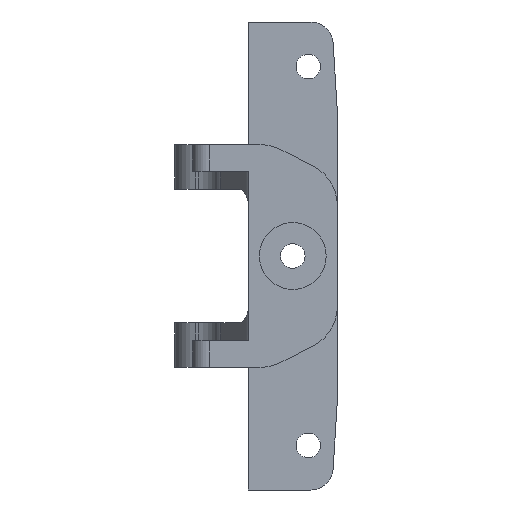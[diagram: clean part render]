
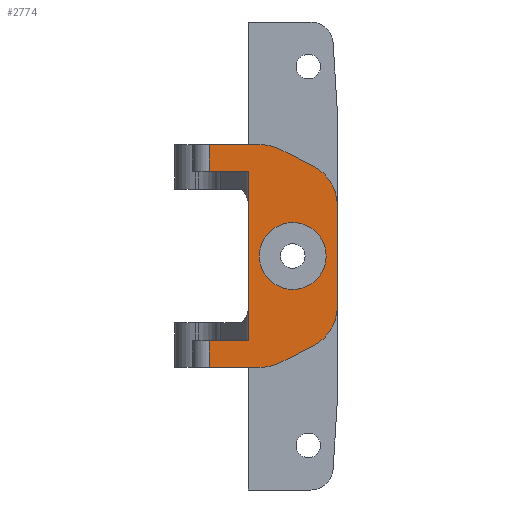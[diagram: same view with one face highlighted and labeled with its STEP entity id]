
A CAD part, left-side view. The second image highlights one B-rep face of the part: STEP entity #2774.
In plain terms, the highlighted planar face has unit normal (-1, 0, 0).
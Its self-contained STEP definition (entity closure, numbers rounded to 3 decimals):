
#17 = VECTOR ( 'NONE', #696, 1000. ) ;
#124 = DIRECTION ( 'NONE',  ( -1., 0., 0. ) ) ;
#135 = ORIENTED_EDGE ( 'NONE', *, *, #1287, .F. ) ;
#145 = CARTESIAN_POINT ( 'NONE',  ( -12.5, 3.45, -7.5 ) ) ;
#149 = DIRECTION ( 'NONE',  ( -1., 0., 0. ) ) ;
#169 = VECTOR ( 'NONE', #2210, 1000. ) ;
#174 = CARTESIAN_POINT ( 'NONE',  ( -12.5, 1.7, -11.923 ) ) ;
#277 = VERTEX_POINT ( 'NONE', #2777 ) ;
#291 = CARTESIAN_POINT ( 'NONE',  ( -12.5, 3.45, -11.923 ) ) ;
#318 = ORIENTED_EDGE ( 'NONE', *, *, #2312, .T. ) ;
#372 = EDGE_CURVE ( 'NONE', #2286, #1876, #1082, .T. ) ;
#379 = EDGE_CURVE ( 'NONE', #1928, #584, #1483, .T. ) ;
#419 = CARTESIAN_POINT ( 'NONE',  ( -12.5, -0.3, -2.5 ) ) ;
#432 = CARTESIAN_POINT ( 'NONE',  ( -12.5, -0.3, -4.764 ) ) ;
#448 = AXIS2_PLACEMENT_3D ( 'NONE', #3409, #1226, #707 ) ;
#451 = DIRECTION ( 'NONE',  ( 0., 0., 1. ) ) ;
#455 = VECTOR ( 'NONE', #2156, 1000. ) ;
#469 = CARTESIAN_POINT ( 'NONE',  ( -12.5, -2.3, 1. ) ) ;
#475 = AXIS2_PLACEMENT_3D ( 'NONE', #1133, #1425, #3253 ) ;
#481 = EDGE_CURVE ( 'NONE', #277, #3027, #772, .T. ) ;
#483 = VERTEX_POINT ( 'NONE', #3453 ) ;
#487 = ORIENTED_EDGE ( 'NONE', *, *, #379, .F. ) ;
#544 = DIRECTION ( 'NONE',  ( 0., 0., 1. ) ) ;
#584 = VERTEX_POINT ( 'NONE', #2158 ) ;
#611 = FACE_BOUND ( 'NONE', #2788, .T. ) ;
#644 = VECTOR ( 'NONE', #1587, 1000. ) ;
#654 = DIRECTION ( 'NONE',  ( 0., 0., -1. ) ) ;
#670 = CARTESIAN_POINT ( 'NONE',  ( -12.5, 3.45, 1.3 ) ) ;
#696 = DIRECTION ( 'NONE',  ( 0., -1., 0. ) ) ;
#707 = DIRECTION ( 'NONE',  ( 0., 0., 1. ) ) ;
#750 = CARTESIAN_POINT ( 'NONE',  ( -12.5, -1.194, -6.553 ) ) ;
#772 = LINE ( 'NONE', #469, #644 ) ;
#778 = CARTESIAN_POINT ( 'NONE',  ( -12.5, 3.45, -6.3 ) ) ;
#789 = CARTESIAN_POINT ( 'NONE',  ( -12.5, 4.2, 1.3 ) ) ;
#855 = EDGE_CURVE ( 'NONE', #2368, #2248, #1294, .T. ) ;
#860 = LINE ( 'NONE', #174, #2925 ) ;
#870 = CARTESIAN_POINT ( 'NONE',  ( -12.5, 0.7, -7.5 ) ) ;
#931 = EDGE_CURVE ( 'NONE', #1484, #1731, #1514, .T. ) ;
#986 = ORIENTED_EDGE ( 'NONE', *, *, #855, .T. ) ;
#1016 = VERTEX_POINT ( 'NONE', #1130 ) ;
#1036 = EDGE_LOOP ( 'NONE', ( #2787, #1220, #1817, #3226, #487, #318, #2227, #2129, #2425, #1801, #986, #1325, #1753, #2061 ) ) ;
#1082 = LINE ( 'NONE', #2316, #3229 ) ;
#1130 = CARTESIAN_POINT ( 'NONE',  ( -12.5, 1.7, 1.3 ) ) ;
#1133 = CARTESIAN_POINT ( 'NONE',  ( -12.5, -0.3, -2.5 ) ) ;
#1140 = DIRECTION ( 'NONE',  ( -1., 0., 0. ) ) ;
#1163 = ORIENTED_EDGE ( 'NONE', *, *, #2270, .F. ) ;
#1200 = CARTESIAN_POINT ( 'NONE',  ( -12.5, -1.194, 1.553 ) ) ;
#1202 = VECTOR ( 'NONE', #2727, 1000. ) ;
#1213 = CARTESIAN_POINT ( 'NONE',  ( -12.5, -0.3, -4. ) ) ;
#1220 = ORIENTED_EDGE ( 'NONE', *, *, #1237, .T. ) ;
#1226 = DIRECTION ( 'NONE',  ( -1., 0., 0. ) ) ;
#1228 = AXIS2_PLACEMENT_3D ( 'NONE', #432, #124, #2304 ) ;
#1231 = DIRECTION ( 'NONE',  ( 0., 0., 1. ) ) ;
#1236 = VERTEX_POINT ( 'NONE', #2791 ) ;
#1237 = EDGE_CURVE ( 'NONE', #483, #3034, #1634, .T. ) ;
#1246 = VECTOR ( 'NONE', #544, 1000. ) ;
#1287 = EDGE_CURVE ( 'NONE', #1236, #1346, #1719, .T. ) ;
#1294 = LINE ( 'NONE', #2438, #1246 ) ;
#1317 = EDGE_CURVE ( 'NONE', #1484, #2368, #2412, .T. ) ;
#1325 = ORIENTED_EDGE ( 'NONE', *, *, #2982, .T. ) ;
#1346 = VERTEX_POINT ( 'NONE', #1213 ) ;
#1413 = CIRCLE ( 'NONE', #2941, 2. ) ;
#1425 = DIRECTION ( 'NONE',  ( -1., 0., 0. ) ) ;
#1460 = VERTEX_POINT ( 'NONE', #3445 ) ;
#1483 = LINE ( 'NONE', #2605, #17 ) ;
#1484 = VERTEX_POINT ( 'NONE', #750 ) ;
#1514 = LINE ( 'NONE', #870, #1681 ) ;
#1587 = DIRECTION ( 'NONE',  ( 0., -0.894, -0.447 ) ) ;
#1614 = EDGE_CURVE ( 'NONE', #277, #1460, #2620, .T. ) ;
#1634 = LINE ( 'NONE', #670, #1796 ) ;
#1656 = CARTESIAN_POINT ( 'NONE',  ( -12.5, 1.172, -7.5 ) ) ;
#1681 = VECTOR ( 'NONE', #2771, 1000. ) ;
#1706 = DIRECTION ( 'NONE',  ( -1., 0., 0. ) ) ;
#1719 = CIRCLE ( 'NONE', #2553, 1.5 ) ;
#1731 = VERTEX_POINT ( 'NONE', #1738 ) ;
#1738 = CARTESIAN_POINT ( 'NONE',  ( -12.5, 0.278, -7.289 ) ) ;
#1753 = ORIENTED_EDGE ( 'NONE', *, *, #481, .F. ) ;
#1796 = VECTOR ( 'NONE', #654, 1000. ) ;
#1801 = ORIENTED_EDGE ( 'NONE', *, *, #1317, .T. ) ;
#1817 = ORIENTED_EDGE ( 'NONE', *, *, #2126, .T. ) ;
#1822 = AXIS2_PLACEMENT_3D ( 'NONE', #2778, #1706, #3342 ) ;
#1833 = EDGE_CURVE ( 'NONE', #584, #1016, #860, .T. ) ;
#1862 = EDGE_CURVE ( 'NONE', #2286, #1731, #2288, .T. ) ;
#1876 = VERTEX_POINT ( 'NONE', #145 ) ;
#1919 = CARTESIAN_POINT ( 'NONE',  ( -12.5, -2.3, -0.236 ) ) ;
#1928 = VERTEX_POINT ( 'NONE', #778 ) ;
#1986 = AXIS2_PLACEMENT_3D ( 'NONE', #3303, #1140, #2773 ) ;
#2010 = LINE ( 'NONE', #789, #1202 ) ;
#2052 = DIRECTION ( 'NONE',  ( -1., 0., 0. ) ) ;
#2061 = ORIENTED_EDGE ( 'NONE', *, *, #1614, .T. ) ;
#2067 = CARTESIAN_POINT ( 'NONE',  ( -12.5, -2.3, -4.764 ) ) ;
#2126 = EDGE_CURVE ( 'NONE', #3034, #1016, #2010, .T. ) ;
#2129 = ORIENTED_EDGE ( 'NONE', *, *, #1862, .T. ) ;
#2156 = DIRECTION ( 'NONE',  ( 0., 1., 0. ) ) ;
#2158 = CARTESIAN_POINT ( 'NONE',  ( -12.5, 1.7, -6.3 ) ) ;
#2210 = DIRECTION ( 'NONE',  ( 0., 0., -1. ) ) ;
#2211 = LINE ( 'NONE', #291, #169 ) ;
#2227 = ORIENTED_EDGE ( 'NONE', *, *, #372, .F. ) ;
#2248 = VERTEX_POINT ( 'NONE', #1919 ) ;
#2270 = EDGE_CURVE ( 'NONE', #1346, #1236, #3426, .T. ) ;
#2286 = VERTEX_POINT ( 'NONE', #1656 ) ;
#2288 = CIRCLE ( 'NONE', #448, 2. ) ;
#2304 = DIRECTION ( 'NONE',  ( 0., 0., 1. ) ) ;
#2312 = EDGE_CURVE ( 'NONE', #1928, #1876, #2211, .T. ) ;
#2316 = CARTESIAN_POINT ( 'NONE',  ( -12.5, -6.083, -7.5 ) ) ;
#2354 = CARTESIAN_POINT ( 'NONE',  ( -12.5, -6.083, 2.5 ) ) ;
#2368 = VERTEX_POINT ( 'NONE', #2067 ) ;
#2412 = CIRCLE ( 'NONE', #1228, 2. ) ;
#2425 = ORIENTED_EDGE ( 'NONE', *, *, #931, .F. ) ;
#2438 = CARTESIAN_POINT ( 'NONE',  ( -12.5, -2.3, -11.923 ) ) ;
#2553 = AXIS2_PLACEMENT_3D ( 'NONE', #419, #149, #3366 ) ;
#2605 = CARTESIAN_POINT ( 'NONE',  ( -12.5, 4.2, -6.3 ) ) ;
#2620 = CIRCLE ( 'NONE', #1986, 2. ) ;
#2725 = PLANE ( 'NONE',  #1822 ) ;
#2727 = DIRECTION ( 'NONE',  ( 0., -1., 0. ) ) ;
#2771 = DIRECTION ( 'NONE',  ( 0., 0.894, -0.447 ) ) ;
#2773 = DIRECTION ( 'NONE',  ( 0., 0., 1. ) ) ;
#2774 = ADVANCED_FACE ( 'NONE', ( #3168, #611 ), #2725, .T. ) ;
#2777 = CARTESIAN_POINT ( 'NONE',  ( -12.5, 0.278, 2.289 ) ) ;
#2778 = CARTESIAN_POINT ( 'NONE',  ( -12.5, 1.7, -11.923 ) ) ;
#2787 = ORIENTED_EDGE ( 'NONE', *, *, #3212, .T. ) ;
#2788 = EDGE_LOOP ( 'NONE', ( #135, #1163 ) ) ;
#2791 = CARTESIAN_POINT ( 'NONE',  ( -12.5, -0.3, -1. ) ) ;
#2810 = CARTESIAN_POINT ( 'NONE',  ( -12.5, 3.45, 1.3 ) ) ;
#2889 = DIRECTION ( 'NONE',  ( 0., 1., 0. ) ) ;
#2925 = VECTOR ( 'NONE', #451, 1000. ) ;
#2941 = AXIS2_PLACEMENT_3D ( 'NONE', #3375, #2052, #1231 ) ;
#2982 = EDGE_CURVE ( 'NONE', #2248, #3027, #1413, .T. ) ;
#3027 = VERTEX_POINT ( 'NONE', #1200 ) ;
#3034 = VERTEX_POINT ( 'NONE', #2810 ) ;
#3087 = LINE ( 'NONE', #2354, #455 ) ;
#3168 = FACE_OUTER_BOUND ( 'NONE', #1036, .T. ) ;
#3212 = EDGE_CURVE ( 'NONE', #1460, #483, #3087, .T. ) ;
#3226 = ORIENTED_EDGE ( 'NONE', *, *, #1833, .F. ) ;
#3229 = VECTOR ( 'NONE', #2889, 1000. ) ;
#3253 = DIRECTION ( 'NONE',  ( 0., 0., 1. ) ) ;
#3303 = CARTESIAN_POINT ( 'NONE',  ( -12.5, 1.172, 0.5 ) ) ;
#3342 = DIRECTION ( 'NONE',  ( 0., 0., 1. ) ) ;
#3366 = DIRECTION ( 'NONE',  ( 0., 0., 1. ) ) ;
#3375 = CARTESIAN_POINT ( 'NONE',  ( -12.5, -0.3, -0.236 ) ) ;
#3409 = CARTESIAN_POINT ( 'NONE',  ( -12.5, 1.172, -5.5 ) ) ;
#3426 = CIRCLE ( 'NONE', #475, 1.5 ) ;
#3445 = CARTESIAN_POINT ( 'NONE',  ( -12.5, 1.172, 2.5 ) ) ;
#3453 = CARTESIAN_POINT ( 'NONE',  ( -12.5, 3.45, 2.5 ) ) ;
